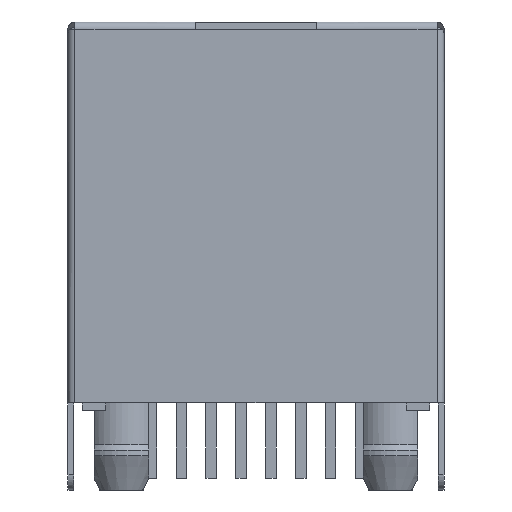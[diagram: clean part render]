
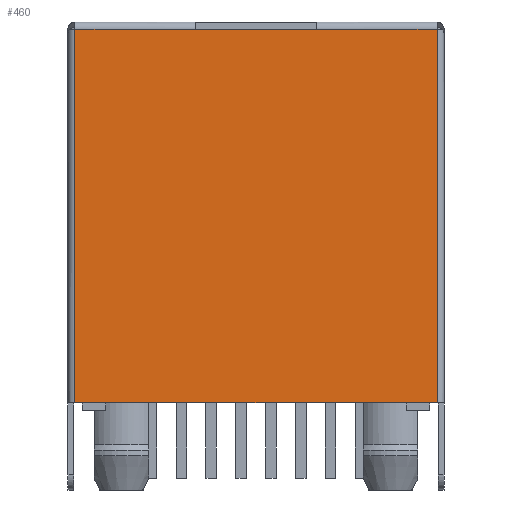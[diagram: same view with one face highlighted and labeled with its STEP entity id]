
A CAD part, front view. The second image highlights one B-rep face of the part: STEP entity #460.
In plain terms, the highlighted planar face has unit normal (0, -1, 0).
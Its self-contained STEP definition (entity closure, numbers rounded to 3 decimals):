
#424=AXIS2_PLACEMENT_3D('Plane Axis2P3D',#421,#422,#423) ;
#63=CARTESIAN_POINT('Vertex',(7.7,-8.35,-0.3)) ;
#185=CARTESIAN_POINT('Line Origine',(7.7,-8.35,0.044)) ;
#189=CARTESIAN_POINT('Vertex',(7.7,-8.35,-16.2)) ;
#403=CARTESIAN_POINT('Vertex',(2.575,-8.35,-0.3)) ;
#406=CARTESIAN_POINT('Line Origine',(-8.043,-8.35,-0.3)) ;
#421=CARTESIAN_POINT('Axis2P3D Location',(-8.,-8.35,0.)) ;
#426=CARTESIAN_POINT('Line Origine',(0.,-8.35,-0.3)) ;
#430=CARTESIAN_POINT('Vertex',(-2.575,-8.35,-0.3)) ;
#433=CARTESIAN_POINT('Line Origine',(-5.137,-8.35,-0.3)) ;
#437=CARTESIAN_POINT('Vertex',(-7.7,-8.35,-0.3)) ;
#440=CARTESIAN_POINT('Line Origine',(-7.7,-8.35,-8.25)) ;
#444=CARTESIAN_POINT('Vertex',(-7.7,-8.35,-16.2)) ;
#447=CARTESIAN_POINT('Line Origine',(0.,-8.35,-16.2)) ;
#186=DIRECTION('Vector Direction',(0.,0.,-1.)) ;
#407=DIRECTION('Vector Direction',(1.,0.,0.)) ;
#422=DIRECTION('Axis2P3D Direction',(0.,-1.,0.)) ;
#423=DIRECTION('Axis2P3D XDirection',(0.,-0.,-1.)) ;
#427=DIRECTION('Vector Direction',(-1.,0.,0.)) ;
#434=DIRECTION('Vector Direction',(-1.,0.,0.)) ;
#441=DIRECTION('Vector Direction',(0.,0.,-1.)) ;
#448=DIRECTION('Vector Direction',(1.,0.,0.)) ;
#187=VECTOR('Line Direction',#186,1.) ;
#408=VECTOR('Line Direction',#407,1.) ;
#428=VECTOR('Line Direction',#427,1.) ;
#435=VECTOR('Line Direction',#434,1.) ;
#442=VECTOR('Line Direction',#441,1.) ;
#449=VECTOR('Line Direction',#448,1.) ;
#453=ORIENTED_EDGE('',*,*,#191,.T.) ;
#454=ORIENTED_EDGE('',*,*,#410,.T.) ;
#455=ORIENTED_EDGE('',*,*,#432,.T.) ;
#456=ORIENTED_EDGE('',*,*,#439,.T.) ;
#457=ORIENTED_EDGE('',*,*,#446,.T.) ;
#458=ORIENTED_EDGE('',*,*,#451,.T.) ;
#460=ADVANCED_FACE('Body',(#459),#425,.T.) ;
#191=EDGE_CURVE('',#190,#64,#188,.F.) ;
#410=EDGE_CURVE('',#64,#404,#409,.F.) ;
#432=EDGE_CURVE('',#404,#431,#429,.T.) ;
#439=EDGE_CURVE('',#431,#438,#436,.T.) ;
#446=EDGE_CURVE('',#438,#445,#443,.T.) ;
#451=EDGE_CURVE('',#445,#190,#450,.T.) ;
#452=EDGE_LOOP('',(#453,#454,#455,#456,#457,#458)) ;
#459=FACE_OUTER_BOUND('',#452,.T.) ;
#188=LINE('Line',#185,#187) ;
#409=LINE('Line',#406,#408) ;
#429=LINE('Line',#426,#428) ;
#436=LINE('Line',#433,#435) ;
#443=LINE('Line',#440,#442) ;
#450=LINE('Line',#447,#449) ;
#425=PLANE('',#424) ;
#64=VERTEX_POINT('',#63) ;
#190=VERTEX_POINT('',#189) ;
#404=VERTEX_POINT('',#403) ;
#431=VERTEX_POINT('',#430) ;
#438=VERTEX_POINT('',#437) ;
#445=VERTEX_POINT('',#444) ;
